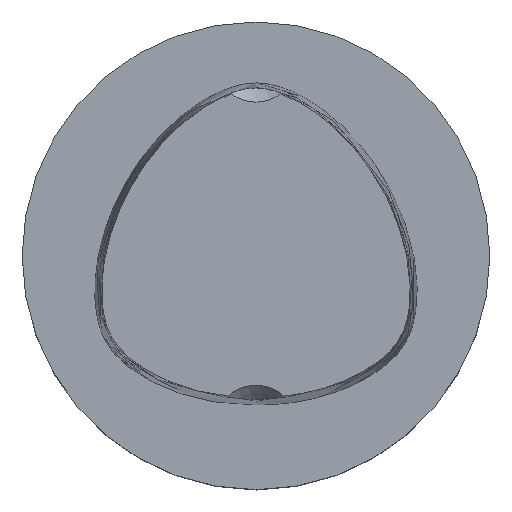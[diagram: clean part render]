
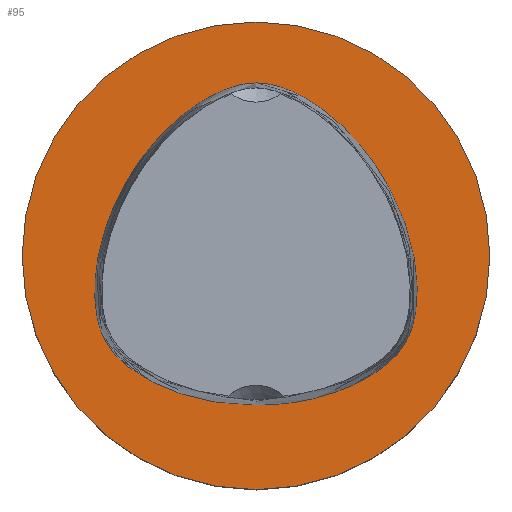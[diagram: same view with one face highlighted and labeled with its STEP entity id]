
A CAD part, top view. The second image highlights one B-rep face of the part: STEP entity #95.
In plain terms, the highlighted planar face has unit normal (0, 0, 1).
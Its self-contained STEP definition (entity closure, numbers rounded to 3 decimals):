
#95=ADVANCED_FACE('240[2]',(#230,#231),#232,.T.);
#111=EDGE_CURVE('240[2]',#248,#252,#253,.T.);
#126=EDGE_CURVE('240[2]',#273,#273,#274,.T.);
#146=EDGE_CURVE('240[2]',#252,#248,#302,.T.);
#230=FACE_OUTER_BOUND('',#443,.T.);
#231=FACE_BOUND('',#444,.T.);
#232=PLANE('',#445);
#248=VERTEX_POINT('',#1451);
#252=VERTEX_POINT('',#1459);
#253=B_SPLINE_CURVE_WITH_KNOTS('',3,(#1460,#1461,#1462,#1463,#1464,#1465,#1466,#1467,#1468,#1469,#1470,#1471,#1472,#1473,#1474,#1475,#1476,#1477,#1478,#1479,#1480,#1481,#1482,#1483,#1484,#1485),.UNSPECIFIED.,.F.,.F.,(4,1,1,1,1,1,1,1,1,1,1,1,1,1,1,1,1,1,1,1,1,1,1,4),(0.0,0.023,0.046,0.069,0.091,0.112,0.133,0.153,0.173,0.194,0.214,0.235,0.257,0.279,0.302,0.326,0.349,0.372,0.395,0.417,0.439,0.459,0.48,0.5),.UNSPECIFIED.);
#273=VERTEX_POINT('',#1516);
#274=CIRCLE('',#1517,39.993);
#302=B_SPLINE_CURVE_WITH_KNOTS('',3,(#1629,#1630,#1631,#1632,#1633,#1634,#1635,#1636,#1637,#1638,#1639,#1640,#1641,#1642,#1643,#1644,#1645,#1646,#1647,#1648,#1649,#1650,#1651,#1652,#1653,#1654,#1655,#1656,#1657),.UNSPECIFIED.,.F.,.F.,(4,1,1,1,1,1,1,1,1,1,1,1,1,1,1,1,1,1,1,1,1,1,1,3,4),(0.5,0.52,0.541,0.561,0.583,0.605,0.628,0.651,0.674,0.698,0.721,0.743,0.765,0.786,0.806,0.827,0.847,0.867,0.888,0.909,0.931,0.954,0.977,1.,1.0),.UNSPECIFIED.);
#443=EDGE_LOOP('',(#1817));
#444=EDGE_LOOP('',(#1818,#1819));
#445=AXIS2_PLACEMENT_3D('',#1820,#1821,#1822);
#1451=CARTESIAN_POINT('',(0.002,29.575,0.0));
#1459=CARTESIAN_POINT('',(0.,-25.494,0.0));
#1460=CARTESIAN_POINT('',(0.002,29.575,0.0));
#1461=CARTESIAN_POINT('',(1.344,29.594,0.0));
#1462=CARTESIAN_POINT('',(4.025,29.073,0.0));
#1463=CARTESIAN_POINT('',(7.692,27.491,0.0));
#1464=CARTESIAN_POINT('',(11.014,25.413,0.0));
#1465=CARTESIAN_POINT('',(13.972,23.028,0.0));
#1466=CARTESIAN_POINT('',(16.596,20.436,0.0));
#1467=CARTESIAN_POINT('',(18.918,17.689,0.0));
#1468=CARTESIAN_POINT('',(20.965,14.807,0.0));
#1469=CARTESIAN_POINT('',(22.761,11.79,0.0));
#1470=CARTESIAN_POINT('',(24.314,8.628,0.0));
#1471=CARTESIAN_POINT('',(25.62,5.302,0.0));
#1472=CARTESIAN_POINT('',(26.653,1.797,0.0));
#1473=CARTESIAN_POINT('',(27.364,-1.897,0.0));
#1474=CARTESIAN_POINT('',(27.665,-5.765,0.0));
#1475=CARTESIAN_POINT('',(27.424,-9.731,0.0));
#1476=CARTESIAN_POINT('',(26.431,-13.672,0.0));
#1477=CARTESIAN_POINT('',(24.158,-17.09,0.0));
#1478=CARTESIAN_POINT('',(21.066,-19.676,0.0));
#1479=CARTESIAN_POINT('',(17.67,-21.687,0.0));
#1480=CARTESIAN_POINT('',(14.14,-23.199,0.0));
#1481=CARTESIAN_POINT('',(10.591,-24.325,0.0));
#1482=CARTESIAN_POINT('',(7.037,-25.053,0.0));
#1483=CARTESIAN_POINT('',(3.507,-25.415,0.0));
#1484=CARTESIAN_POINT('',(1.164,-25.494,0.0));
#1485=CARTESIAN_POINT('',(0.,-25.494,0.0));
#1516=CARTESIAN_POINT('',(0.,39.993,0.));
#1517=AXIS2_PLACEMENT_3D('',#1864,#1865,#1866);
#1629=CARTESIAN_POINT('',(0.,-25.494,0.0));
#1630=CARTESIAN_POINT('',(-1.164,-25.494,0.0));
#1631=CARTESIAN_POINT('',(-3.507,-25.415,0.0));
#1632=CARTESIAN_POINT('',(-7.037,-25.052,0.0));
#1633=CARTESIAN_POINT('',(-10.591,-24.325,0.0));
#1634=CARTESIAN_POINT('',(-14.14,-23.198,0.0));
#1635=CARTESIAN_POINT('',(-17.67,-21.688,0.0));
#1636=CARTESIAN_POINT('',(-21.066,-19.676,0.0));
#1637=CARTESIAN_POINT('',(-24.158,-17.09,0.0));
#1638=CARTESIAN_POINT('',(-26.431,-13.672,0.0));
#1639=CARTESIAN_POINT('',(-27.424,-9.731,0.0));
#1640=CARTESIAN_POINT('',(-27.665,-5.765,0.0));
#1641=CARTESIAN_POINT('',(-27.363,-1.897,0.0));
#1642=CARTESIAN_POINT('',(-26.653,1.797,0.0));
#1643=CARTESIAN_POINT('',(-25.62,5.302,0.0));
#1644=CARTESIAN_POINT('',(-24.315,8.628,0.0));
#1645=CARTESIAN_POINT('',(-22.76,11.79,0.0));
#1646=CARTESIAN_POINT('',(-20.965,14.807,0.0));
#1647=CARTESIAN_POINT('',(-18.917,17.689,0.0));
#1648=CARTESIAN_POINT('',(-16.597,20.437,0.0));
#1649=CARTESIAN_POINT('',(-13.972,23.027,0.0));
#1650=CARTESIAN_POINT('',(-11.013,25.414,0.0));
#1651=CARTESIAN_POINT('',(-7.692,27.486,0.0));
#1652=CARTESIAN_POINT('',(-4.024,29.091,0.0));
#1653=CARTESIAN_POINT('',(-1.343,29.556,0.0));
#1654=CARTESIAN_POINT('',(0.,29.575,0.0));
#1655=CARTESIAN_POINT('',(0.001,29.575,0.0));
#1656=CARTESIAN_POINT('',(0.001,29.575,0.0));
#1657=CARTESIAN_POINT('',(0.002,29.575,0.0));
#1817=ORIENTED_EDGE('',*,*,#126,.F.);
#1818=ORIENTED_EDGE('',*,*,#111,.T.);
#1819=ORIENTED_EDGE('',*,*,#146,.T.);
#1820=CARTESIAN_POINT('',(0.,19.996,0.));
#1821=DIRECTION('',(0.,0.,1.0));
#1822=DIRECTION('',(1.0,0.,0.0));
#1864=CARTESIAN_POINT('',(0.0,0.0,0.0));
#1865=DIRECTION('',(0.,0.,-1.0));
#1866=DIRECTION('',(0.,1.0,0.));
